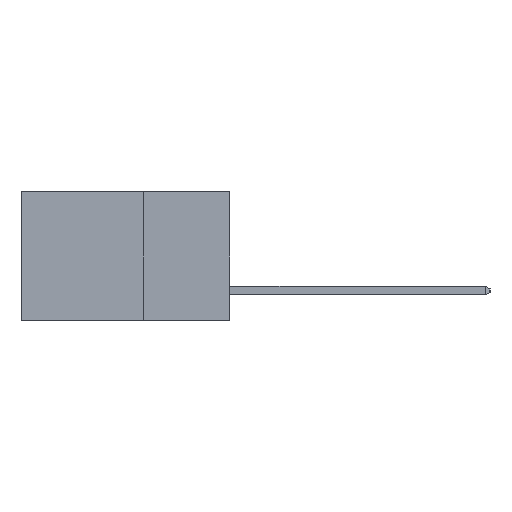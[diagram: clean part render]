
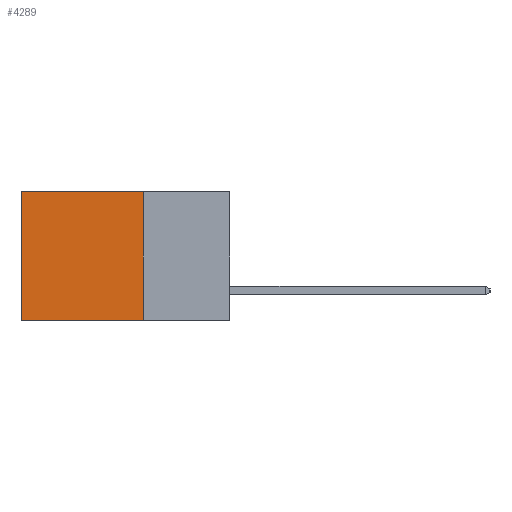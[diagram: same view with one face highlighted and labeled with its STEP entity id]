
A CAD part, left-side view. The second image highlights one B-rep face of the part: STEP entity #4289.
In plain terms, the highlighted planar face has unit normal (-1, 0, 0).
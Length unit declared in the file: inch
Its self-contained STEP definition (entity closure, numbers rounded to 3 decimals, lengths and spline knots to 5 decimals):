
#126 = EDGE_CURVE ( 'NONE', #12406, #12000, #13617, .T. ) ;
#340 = DIRECTION ( 'NONE',  ( 0., 0., -1. ) ) ;
#1055 = LINE ( 'NONE', #15537, #10631 ) ;
#1132 = CARTESIAN_POINT ( 'NONE',  ( 0.2615, 0.25, -0.37 ) ) ;
#2014 = LINE ( 'NONE', #3390, #5039 ) ;
#2448 = CARTESIAN_POINT ( 'NONE',  ( 0.2615, 0.6, -0.37 ) ) ;
#3336 = DIRECTION ( 'NONE',  ( 0., 1., 0. ) ) ;
#3390 = CARTESIAN_POINT ( 'NONE',  ( 0.2615, 0.25, -0.37 ) ) ;
#4289 = ADVANCED_FACE ( 'NONE', ( #15628 ), #9430, .F. ) ;
#4466 = DIRECTION ( 'NONE',  ( 0., 1., 0. ) ) ;
#5039 = VECTOR ( 'NONE', #3336, 39.37008 ) ;
#5273 = DIRECTION ( 'NONE',  ( 0., 0., -1. ) ) ;
#6476 = EDGE_CURVE ( 'NONE', #8667, #14642, #2014, .T. ) ;
#7165 = ORIENTED_EDGE ( 'NONE', *, *, #126, .T. ) ;
#7406 = DIRECTION ( 'NONE',  ( 0., 0., -1. ) ) ;
#7423 = DIRECTION ( 'NONE',  ( 1., 0., 0. ) ) ;
#7667 = CARTESIAN_POINT ( 'NONE',  ( 0.2615, 0.25, -0.37 ) ) ;
#8060 = CARTESIAN_POINT ( 'NONE',  ( 0.2615, 0.6, 0. ) ) ;
#8667 = VERTEX_POINT ( 'NONE', #1132 ) ;
#8905 = CARTESIAN_POINT ( 'NONE',  ( 0.2615, 0.25, 0. ) ) ;
#9430 = PLANE ( 'NONE',  #14942 ) ;
#9666 = LINE ( 'NONE', #13366, #16529 ) ;
#9702 = ORIENTED_EDGE ( 'NONE', *, *, #13187, .F. ) ;
#10631 = VECTOR ( 'NONE', #5273, 39.37008 ) ;
#11506 = EDGE_CURVE ( 'NONE', #12000, #14642, #9666, .T. ) ;
#12000 = VERTEX_POINT ( 'NONE', #8060 ) ;
#12406 = VERTEX_POINT ( 'NONE', #8905 ) ;
#12849 = CARTESIAN_POINT ( 'NONE',  ( 0.2615, 0.25, 0. ) ) ;
#13187 = EDGE_CURVE ( 'NONE', #12406, #8667, #1055, .T. ) ;
#13225 = VECTOR ( 'NONE', #4466, 39.37008 ) ;
#13366 = CARTESIAN_POINT ( 'NONE',  ( 0.2615, 0.6, -0.37 ) ) ;
#13617 = LINE ( 'NONE', #12849, #13225 ) ;
#14532 = EDGE_LOOP ( 'NONE', ( #15193, #15130, #9702, #7165 ) ) ;
#14642 = VERTEX_POINT ( 'NONE', #2448 ) ;
#14942 = AXIS2_PLACEMENT_3D ( 'NONE', #7667, #7423, #7406 ) ;
#15130 = ORIENTED_EDGE ( 'NONE', *, *, #6476, .F. ) ;
#15193 = ORIENTED_EDGE ( 'NONE', *, *, #11506, .T. ) ;
#15537 = CARTESIAN_POINT ( 'NONE',  ( 0.2615, 0.25, -0.37 ) ) ;
#15628 = FACE_OUTER_BOUND ( 'NONE', #14532, .T. ) ;
#16529 = VECTOR ( 'NONE', #340, 39.37008 ) ;
